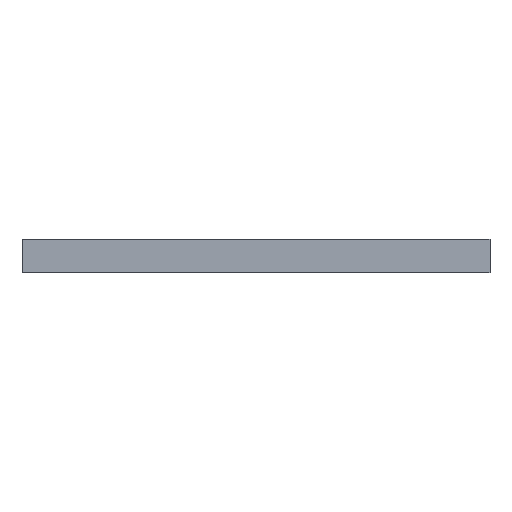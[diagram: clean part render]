
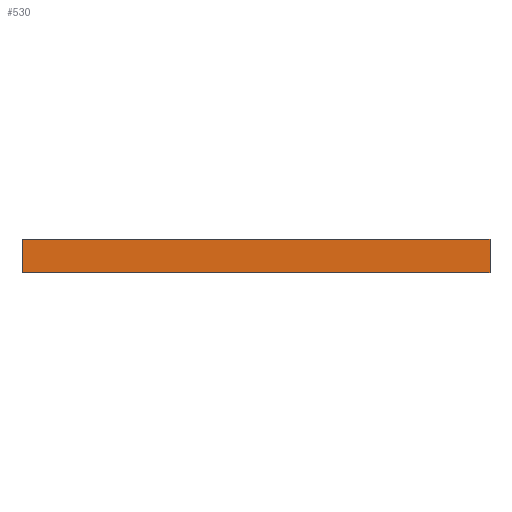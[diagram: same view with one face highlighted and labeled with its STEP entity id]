
A CAD part, left-side view. The second image highlights one B-rep face of the part: STEP entity #530.
In plain terms, the highlighted planar face has unit normal (-1, 0, 0).
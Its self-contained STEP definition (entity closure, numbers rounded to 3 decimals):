
#9 = EDGE_LOOP ( 'NONE', ( #777, #338, #505, #66 ) ) ;
#25 = CARTESIAN_POINT ( 'NONE',  ( -135., -7., 1. ) ) ;
#55 = CARTESIAN_POINT ( 'NONE',  ( -135., -7., 0. ) ) ;
#66 = ORIENTED_EDGE ( 'NONE', *, *, #271, .T. ) ;
#69 = DIRECTION ( 'NONE',  ( 1., 0., 0. ) ) ;
#78 = DIRECTION ( 'NONE',  ( 0., -1., 0. ) ) ;
#95 = LINE ( 'NONE', #560, #344 ) ;
#165 = VERTEX_POINT ( 'NONE', #25 ) ;
#171 = EDGE_CURVE ( 'NONE', #360, #534, #273, .T. ) ;
#180 = AXIS2_PLACEMENT_3D ( 'NONE', #612, #69, #313 ) ;
#183 = DIRECTION ( 'NONE',  ( 0., 0., -1. ) ) ;
#187 = CARTESIAN_POINT ( 'NONE',  ( -135., -7., 1. ) ) ;
#212 = CARTESIAN_POINT ( 'NONE',  ( -135., -7., 0. ) ) ;
#219 = EDGE_CURVE ( 'NONE', #595, #165, #95, .T. ) ;
#222 = CARTESIAN_POINT ( 'NONE',  ( -135., 7., 1. ) ) ;
#227 = CARTESIAN_POINT ( 'NONE',  ( -135., 7., 1. ) ) ;
#245 = VECTOR ( 'NONE', #660, 1000. ) ;
#257 = PLANE ( 'NONE',  #180 ) ;
#271 = EDGE_CURVE ( 'NONE', #595, #360, #585, .T. ) ;
#273 = LINE ( 'NONE', #212, #291 ) ;
#291 = VECTOR ( 'NONE', #402, 1000. ) ;
#313 = DIRECTION ( 'NONE',  ( 0., 0., -1. ) ) ;
#330 = VECTOR ( 'NONE', #183, 1000. ) ;
#338 = ORIENTED_EDGE ( 'NONE', *, *, #426, .F. ) ;
#344 = VECTOR ( 'NONE', #78, 1000. ) ;
#360 = VERTEX_POINT ( 'NONE', #577 ) ;
#402 = DIRECTION ( 'NONE',  ( 0., -1., 0. ) ) ;
#426 = EDGE_CURVE ( 'NONE', #165, #534, #788, .T. ) ;
#505 = ORIENTED_EDGE ( 'NONE', *, *, #219, .F. ) ;
#530 = ADVANCED_FACE ( 'NONE', ( #664 ), #257, .F. ) ;
#534 = VERTEX_POINT ( 'NONE', #55 ) ;
#560 = CARTESIAN_POINT ( 'NONE',  ( -135., -7., 1. ) ) ;
#577 = CARTESIAN_POINT ( 'NONE',  ( -135., 7., 0. ) ) ;
#585 = LINE ( 'NONE', #227, #245 ) ;
#595 = VERTEX_POINT ( 'NONE', #222 ) ;
#612 = CARTESIAN_POINT ( 'NONE',  ( -135., -7., 1. ) ) ;
#660 = DIRECTION ( 'NONE',  ( 0., 0., -1. ) ) ;
#664 = FACE_OUTER_BOUND ( 'NONE', #9, .T. ) ;
#777 = ORIENTED_EDGE ( 'NONE', *, *, #171, .T. ) ;
#788 = LINE ( 'NONE', #187, #330 ) ;
